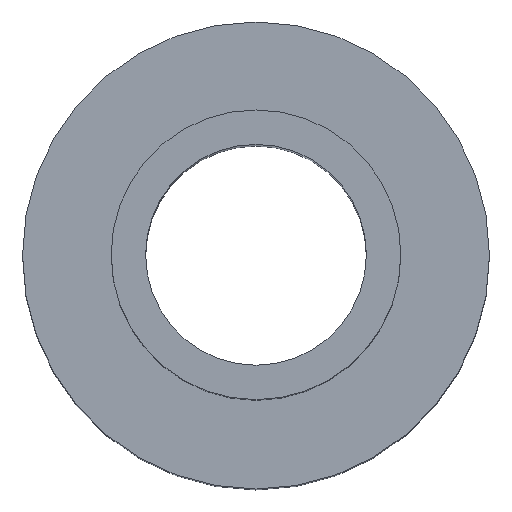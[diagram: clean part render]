
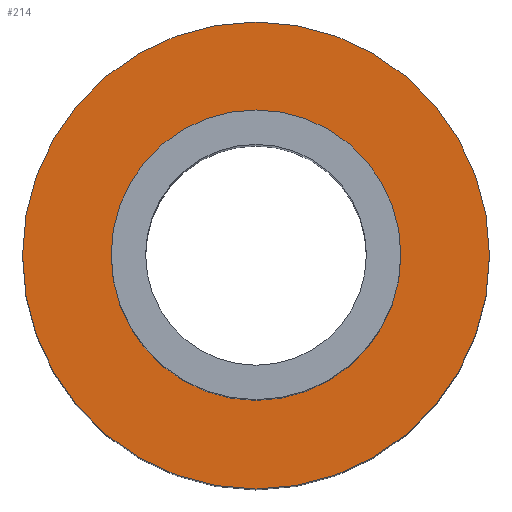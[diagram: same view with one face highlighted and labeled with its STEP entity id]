
A CAD part, top view. The second image highlights one B-rep face of the part: STEP entity #214.
In plain terms, the highlighted planar face has unit normal (0, 0, 1).
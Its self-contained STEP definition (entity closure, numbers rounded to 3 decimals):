
#1 = CARTESIAN_POINT ( 'NONE',  ( 0., 0., 11.2 ) ) ;
#8 = CARTESIAN_POINT ( 'NONE',  ( -4.675, 0., 11.2 ) ) ;
#12 = AXIS2_PLACEMENT_3D ( 'NONE', #154, #252, #228 ) ;
#31 = CARTESIAN_POINT ( 'NONE',  ( 0., 0., 11.2 ) ) ;
#38 = EDGE_CURVE ( 'NONE', #98, #291, #120, .T. ) ;
#46 = DIRECTION ( 'NONE',  ( 0., 0., 1. ) ) ;
#57 = CIRCLE ( 'NONE', #12, 2.9 ) ;
#59 = DIRECTION ( 'NONE',  ( 1., 0., 0. ) ) ;
#61 = EDGE_CURVE ( 'NONE', #164, #170, #57, .T. ) ;
#70 = EDGE_LOOP ( 'NONE', ( #172, #317 ) ) ;
#89 = DIRECTION ( 'NONE',  ( 1., 0., 0. ) ) ;
#98 = VERTEX_POINT ( 'NONE', #128 ) ;
#99 = AXIS2_PLACEMENT_3D ( 'NONE', #31, #315, #89 ) ;
#112 = CARTESIAN_POINT ( 'NONE',  ( 0., 0., 11.2 ) ) ;
#120 = CIRCLE ( 'NONE', #130, 4.675 ) ;
#121 = CIRCLE ( 'NONE', #132, 4.675 ) ;
#128 = CARTESIAN_POINT ( 'NONE',  ( 4.675, 0., 11.2 ) ) ;
#130 = AXIS2_PLACEMENT_3D ( 'NONE', #280, #278, #304 ) ;
#132 = AXIS2_PLACEMENT_3D ( 'NONE', #1, #46, #152 ) ;
#134 = EDGE_CURVE ( 'NONE', #291, #98, #121, .T. ) ;
#143 = ORIENTED_EDGE ( 'NONE', *, *, #61, .F. ) ;
#152 = DIRECTION ( 'NONE',  ( 1., 0., 0. ) ) ;
#154 = CARTESIAN_POINT ( 'NONE',  ( 0., 0., 11.2 ) ) ;
#157 = CARTESIAN_POINT ( 'NONE',  ( -2.9, 0., 11.2 ) ) ;
#161 = FACE_BOUND ( 'NONE', #194, .T. ) ;
#164 = VERTEX_POINT ( 'NONE', #157 ) ;
#170 = VERTEX_POINT ( 'NONE', #209 ) ;
#172 = ORIENTED_EDGE ( 'NONE', *, *, #134, .T. ) ;
#194 = EDGE_LOOP ( 'NONE', ( #143, #300 ) ) ;
#199 = AXIS2_PLACEMENT_3D ( 'NONE', #112, #258, #59 ) ;
#200 = EDGE_CURVE ( 'NONE', #170, #164, #307, .T. ) ;
#209 = CARTESIAN_POINT ( 'NONE',  ( 2.9, 0., 11.2 ) ) ;
#214 = ADVANCED_FACE ( 'NONE', ( #161, #235 ), #261, .T. ) ;
#228 = DIRECTION ( 'NONE',  ( 1., 0., 0. ) ) ;
#235 = FACE_OUTER_BOUND ( 'NONE', #70, .T. ) ;
#252 = DIRECTION ( 'NONE',  ( 0., 0., 1. ) ) ;
#258 = DIRECTION ( 'NONE',  ( 0., 0., 1. ) ) ;
#261 = PLANE ( 'NONE',  #99 ) ;
#278 = DIRECTION ( 'NONE',  ( 0., 0., 1. ) ) ;
#280 = CARTESIAN_POINT ( 'NONE',  ( 0., 0., 11.2 ) ) ;
#291 = VERTEX_POINT ( 'NONE', #8 ) ;
#300 = ORIENTED_EDGE ( 'NONE', *, *, #200, .F. ) ;
#304 = DIRECTION ( 'NONE',  ( 1., 0., 0. ) ) ;
#307 = CIRCLE ( 'NONE', #199, 2.9 ) ;
#315 = DIRECTION ( 'NONE',  ( 0., 0., 1. ) ) ;
#317 = ORIENTED_EDGE ( 'NONE', *, *, #38, .T. ) ;
